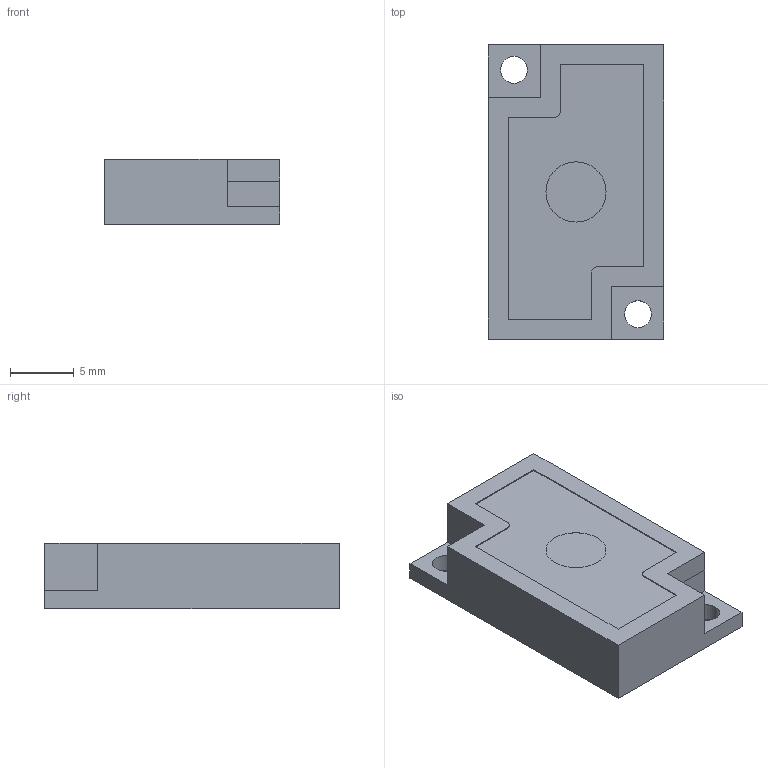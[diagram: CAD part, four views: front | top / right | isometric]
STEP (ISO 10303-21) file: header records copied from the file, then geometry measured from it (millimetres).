
FILE_DESCRIPTION((''),'2;1');
FILE_NAME('M123-70_CW_K','2017-06-20T',('cmozuch'),(''),'PRO/ENGINEER BY PARAMETRIC TECHNOLOGY CORPORATION, 2015440','PRO/ENGINEER BY PARAMETRIC TECHNOLOGY CORPORATION, 2015440','');
FILE_SCHEMA(('CONFIG_CONTROL_DESIGN'));
Length unit declared in the file: millimetre
Products named in the file (1): M123-70_CW_K
Bounding box: 13.7 x 23 x 5.1 mm (x, y, z)
Volume: 1459.5 mm3; surface area: 1013.8 mm2
Topology: 1 solids, 1 shells, 31 faces, 81 edges, 54 vertices
Faces by surface type: plane 23, cylinder 8
Entity records: 1398 total; most frequent: CARTESIAN_POINT 166, ORIENTED_EDGE 162, DIRECTION 159, EDGE_CURVE 81, VECTOR 65, LINE 65, FILL_AREA_STYLE_COLOUR 60, FILL_AREA_STYLE 60
